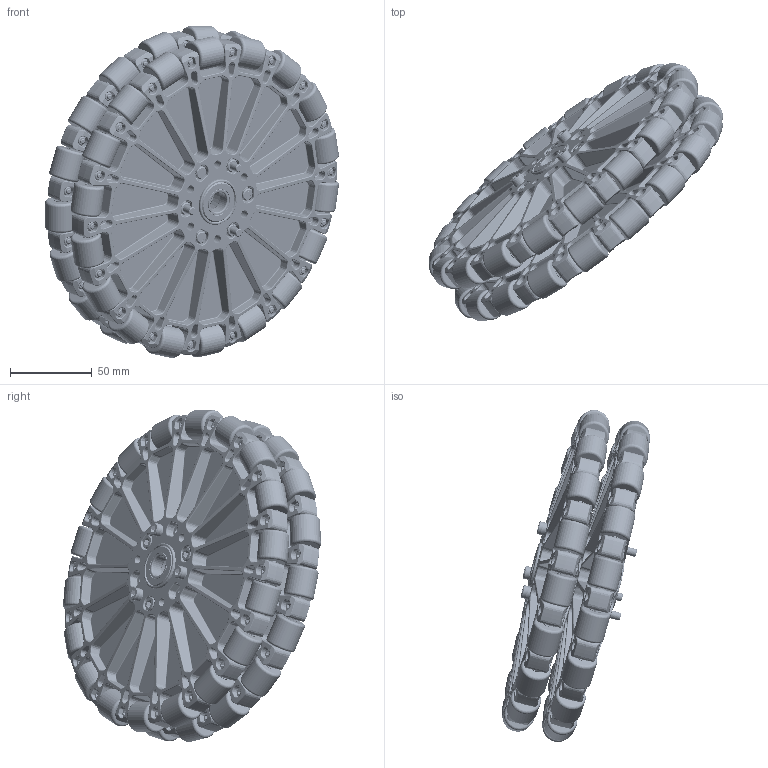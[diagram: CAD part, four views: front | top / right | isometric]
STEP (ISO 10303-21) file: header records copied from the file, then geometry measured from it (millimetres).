
FILE_DESCRIPTION (( 'STEP AP214' ), '1' );
FILE_NAME ('am-0475 8 Dualie Plastic with 500 round bearings.STEP', '2015-11-05T16:59:19', ( '' ), ( '' ), 'SwSTEP 2.0', 'SolidWorks 2014', '' );
FILE_SCHEMA (( 'AUTOMOTIVE_DESIGN' ));
Length unit declared in the file: inch
Products named in the file (13): 8 Molded Trick Plate; am-0475 8 Dualie Plastic with 500 round bearings; R8ZZ Bearing; socket head cap screw_ai_HX-SHCS 0.19-32x2.25x0.875-C; 8 Molded Trick Wheel; M3 x 0.5 Nylock Nut; Omni roller; Axel Omni; Bushing Omni; Roller Rubber Omni; SHCS M5 x 20mm; M5 Nylock Nut; SHCS M3 x 10mm
Assembly tree (78 placements, depth 4):
  am-0475 8 Dualie Plastic with 500 round bearings
    8 Molded Trick Wheel  x2
      8 Molded Trick Plate
      SHCS M3 x 10mm
      M5 Nylock Nut
      SHCS M5 x 20mm
      Omni roller
        Roller Rubber Omni
        Bushing Omni  x2
        Axel Omni
      M3 x 0.5 Nylock Nut
    M5 Nylock Nut  x3
    socket head cap screw_ai_HX-SHCS 0.19-32x2.25x0.875-C  x3
    R8ZZ Bearing  x4
Bounding box: 179.35 x 157.46 x 202.63 mm (x, y, z)
Volume: 705815.5 mm3; surface area: 435077.5 mm2
Topology: 242 solids, 242 shells, 13115 faces, 31066 edges, 18723 vertices
Faces by surface type: torus 2890, plane 2721, cone 2536, cylinder 2520, bspline 2448
Entity records: 99509 total; most frequent: CARTESIAN_POINT 40888, ORIENTED_EDGE 12690, DIRECTION 11658, EDGE_CURVE 6345, AXIS2_PLACEMENT_3D 4959, VERTEX_POINT 3823, CIRCLE 2906, EDGE_LOOP 2692
